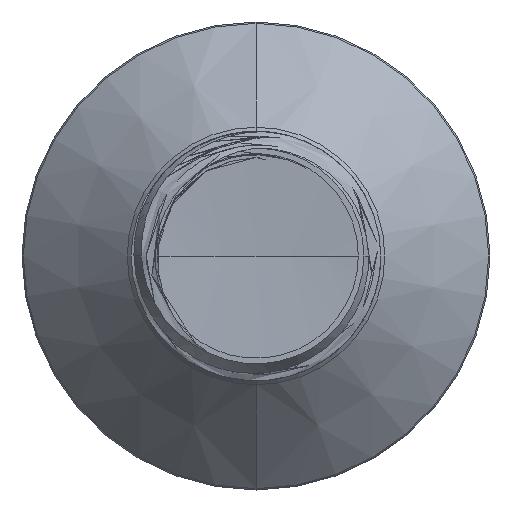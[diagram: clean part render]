
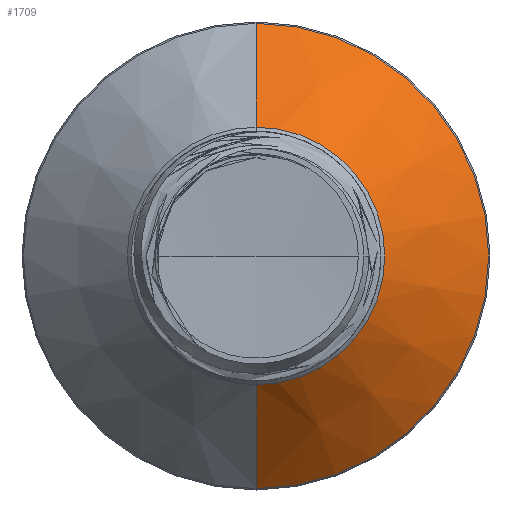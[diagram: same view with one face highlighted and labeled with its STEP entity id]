
A CAD part, front view. The second image highlights one B-rep face of the part: STEP entity #1709.
In plain terms, the highlighted conical face has half-angle 45 degrees and reference radius 2.064 mm.
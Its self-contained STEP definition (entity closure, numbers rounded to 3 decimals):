
#438 = FACE_OUTER_BOUND ( 'NONE', #31609, .T. ) ;
#1709 = ADVANCED_FACE ( 'NONE', ( #438 ), #37958, .T. ) ;
#1967 = ORIENTED_EDGE ( 'NONE', *, *, #4813, .F. ) ;
#2805 = EDGE_CURVE ( 'NONE', #36883, #28708, #9686, .T. ) ;
#3066 = VERTEX_POINT ( 'NONE', #23894 ) ;
#3868 = DIRECTION ( 'NONE',  ( 0., 0., 1. ) ) ;
#4813 = EDGE_CURVE ( 'NONE', #28708, #3066, #23683, .T. ) ;
#4817 = AXIS2_PLACEMENT_3D ( 'NONE', #32198, #14514, #35183 ) ;
#5699 = DIRECTION ( 'NONE',  ( 0., 1., 0. ) ) ;
#7764 = AXIS2_PLACEMENT_3D ( 'NONE', #10322, #5699, #3868 ) ;
#8756 = EDGE_CURVE ( 'NONE', #9997, #3066, #36125, .T. ) ;
#9686 = LINE ( 'NONE', #25978, #32375 ) ;
#9845 = ORIENTED_EDGE ( 'NONE', *, *, #2805, .F. ) ;
#9997 = VERTEX_POINT ( 'NONE', #32041 ) ;
#10322 = CARTESIAN_POINT ( 'NONE',  ( 0., 14.193, 0. ) ) ;
#13856 = CIRCLE ( 'NONE', #22283, 2.064 ) ;
#14148 = DIRECTION ( 'NONE',  ( 0., 1., 0. ) ) ;
#14514 = DIRECTION ( 'NONE',  ( 0., 1., 0. ) ) ;
#14746 = EDGE_CURVE ( 'NONE', #36883, #9997, #13856, .T. ) ;
#19488 = VECTOR ( 'NONE', #25676, 1000. ) ;
#22283 = AXIS2_PLACEMENT_3D ( 'NONE', #31833, #14148, #34817 ) ;
#22710 = CARTESIAN_POINT ( 'NONE',  ( 0., 14.193, -2.064 ) ) ;
#23396 = DIRECTION ( 'NONE',  ( 0., 0.707, 0.707 ) ) ;
#23683 = CIRCLE ( 'NONE', #4817, 3.728 ) ;
#23894 = CARTESIAN_POINT ( 'NONE',  ( 0., 15.857, -3.728 ) ) ;
#24658 = ORIENTED_EDGE ( 'NONE', *, *, #14746, .T. ) ;
#25016 = CARTESIAN_POINT ( 'NONE',  ( 0., 15.857, 3.728 ) ) ;
#25676 = DIRECTION ( 'NONE',  ( 0., 0.707, -0.707 ) ) ;
#25978 = CARTESIAN_POINT ( 'NONE',  ( 0., 14.193, 2.064 ) ) ;
#28441 = CARTESIAN_POINT ( 'NONE',  ( 0., 14.193, 2.064 ) ) ;
#28708 = VERTEX_POINT ( 'NONE', #25016 ) ;
#31609 = EDGE_LOOP ( 'NONE', ( #24658, #32511, #1967, #9845 ) ) ;
#31833 = CARTESIAN_POINT ( 'NONE',  ( 0., 14.193, 0. ) ) ;
#32041 = CARTESIAN_POINT ( 'NONE',  ( 0., 14.193, -2.064 ) ) ;
#32198 = CARTESIAN_POINT ( 'NONE',  ( 0., 15.857, 0. ) ) ;
#32375 = VECTOR ( 'NONE', #23396, 1000. ) ;
#32511 = ORIENTED_EDGE ( 'NONE', *, *, #8756, .T. ) ;
#34817 = DIRECTION ( 'NONE',  ( 0., 0., 1. ) ) ;
#35183 = DIRECTION ( 'NONE',  ( 0., 0., 1. ) ) ;
#36125 = LINE ( 'NONE', #22710, #19488 ) ;
#36883 = VERTEX_POINT ( 'NONE', #28441 ) ;
#37958 = CONICAL_SURFACE ( 'NONE', #7764, 2.064, 0.785 ) ;
